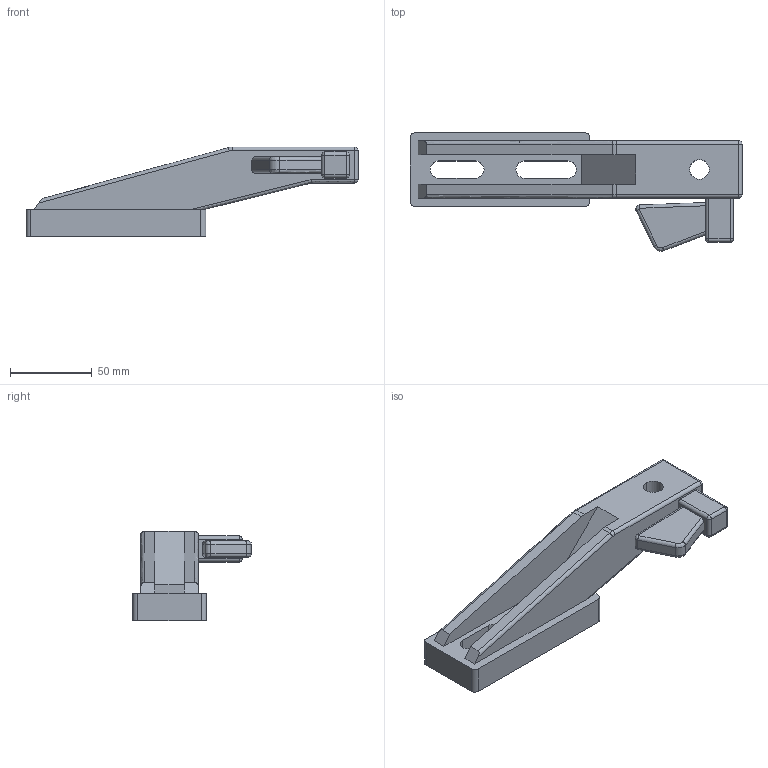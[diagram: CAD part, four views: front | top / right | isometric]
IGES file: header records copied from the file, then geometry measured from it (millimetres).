
Start section:  PTC IGES file: s008969705.igs
Global section: file name: s008969705.igs; native system: Pro/ENGINEER by Parametric Technology Corporation; preprocessor: 2005310; author: RCRU23; organization: Unknown; date: 080725.165123; units: millimetre
Bounding box: 203 x 72.5 x 55 mm (x, y, z)
Surface area: 42717.3 mm2 (no closed solid volume)
Topology: 0 solids, 0 shells, 93 faces, 454 edges, 454 vertices
Faces by surface type: revolution 54, bspline 39
